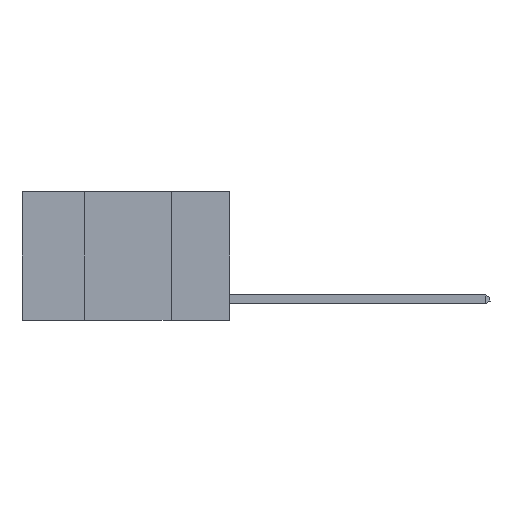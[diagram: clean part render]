
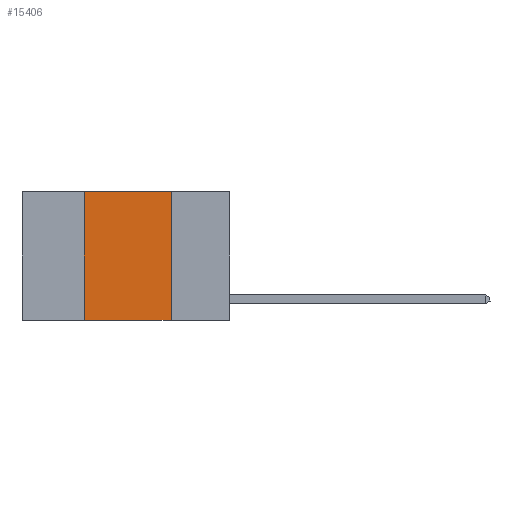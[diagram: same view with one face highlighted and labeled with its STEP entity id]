
A CAD part, left-side view. The second image highlights one B-rep face of the part: STEP entity #15406.
In plain terms, the highlighted planar face has unit normal (-1, 0, 0).
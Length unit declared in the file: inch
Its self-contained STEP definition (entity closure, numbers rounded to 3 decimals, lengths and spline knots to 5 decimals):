
#138 = VECTOR ( 'NONE', #3503, 39.37008 ) ;
#421 = EDGE_LOOP ( 'NONE', ( #7418, #2588, #15610, #10992 ) ) ;
#1244 = CARTESIAN_POINT ( 'NONE',  ( 0., 0.42, 0. ) ) ;
#1288 = CARTESIAN_POINT ( 'NONE',  ( 0., 0.17, -0.37 ) ) ;
#1637 = CARTESIAN_POINT ( 'NONE',  ( 0., 0.6, -0.37 ) ) ;
#2373 = VECTOR ( 'NONE', #22365, 39.37008 ) ;
#2380 = VERTEX_POINT ( 'NONE', #1288 ) ;
#2588 = ORIENTED_EDGE ( 'NONE', *, *, #19242, .F. ) ;
#3503 = DIRECTION ( 'NONE',  ( 0., -1., 0. ) ) ;
#4309 = VERTEX_POINT ( 'NONE', #18232 ) ;
#4597 = EDGE_CURVE ( 'NONE', #4309, #2380, #12427, .T. ) ;
#6847 = DIRECTION ( 'NONE',  ( 0., -1., 0. ) ) ;
#7418 = ORIENTED_EDGE ( 'NONE', *, *, #4597, .F. ) ;
#7760 = CARTESIAN_POINT ( 'NONE',  ( 0., 0.42, -0.37 ) ) ;
#9885 = DIRECTION ( 'NONE',  ( 1., 0., 0. ) ) ;
#10568 = AXIS2_PLACEMENT_3D ( 'NONE', #20184, #9885, #21985 ) ;
#10992 = ORIENTED_EDGE ( 'NONE', *, *, #16760, .T. ) ;
#11940 = CARTESIAN_POINT ( 'NONE',  ( 0., 0.17, 0. ) ) ;
#12427 = LINE ( 'NONE', #11940, #2373 ) ;
#13296 = LINE ( 'NONE', #20764, #17376 ) ;
#14130 = FACE_OUTER_BOUND ( 'NONE', #421, .T. ) ;
#14869 = EDGE_CURVE ( 'NONE', #16373, #19447, #16871, .T. ) ;
#15406 = ADVANCED_FACE ( 'NONE', ( #14130 ), #20260, .F. ) ;
#15454 = DIRECTION ( 'NONE',  ( 0., 0., 1. ) ) ;
#15610 = ORIENTED_EDGE ( 'NONE', *, *, #14869, .F. ) ;
#16327 = VECTOR ( 'NONE', #15454, 39.37008 ) ;
#16373 = VERTEX_POINT ( 'NONE', #7760 ) ;
#16380 = CARTESIAN_POINT ( 'NONE',  ( 0., 0.42, 0. ) ) ;
#16760 = EDGE_CURVE ( 'NONE', #16373, #2380, #18980, .T. ) ;
#16871 = LINE ( 'NONE', #1244, #16327 ) ;
#17376 = VECTOR ( 'NONE', #6847, 39.37008 ) ;
#18232 = CARTESIAN_POINT ( 'NONE',  ( 0., 0.17, 0. ) ) ;
#18980 = LINE ( 'NONE', #1637, #138 ) ;
#19242 = EDGE_CURVE ( 'NONE', #19447, #4309, #13296, .T. ) ;
#19447 = VERTEX_POINT ( 'NONE', #16380 ) ;
#20184 = CARTESIAN_POINT ( 'NONE',  ( 0., 0.6, 0. ) ) ;
#20260 = PLANE ( 'NONE',  #10568 ) ;
#20764 = CARTESIAN_POINT ( 'NONE',  ( 0., 0.6, 0. ) ) ;
#21985 = DIRECTION ( 'NONE',  ( 0., 0., -1. ) ) ;
#22365 = DIRECTION ( 'NONE',  ( 0., 0., -1. ) ) ;
